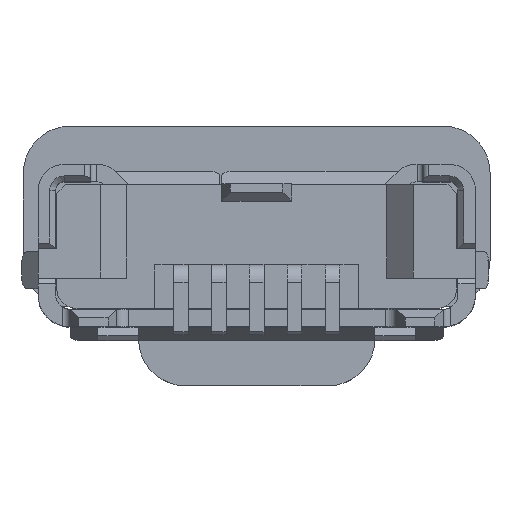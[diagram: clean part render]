
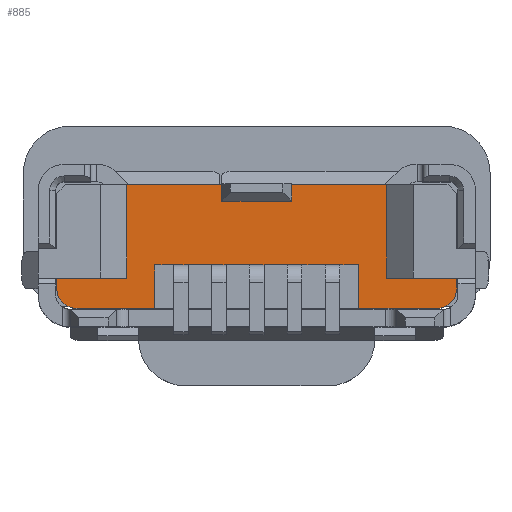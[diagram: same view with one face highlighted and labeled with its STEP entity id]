
A CAD part, top view. The second image highlights one B-rep face of the part: STEP entity #885.
In plain terms, the highlighted planar face has unit normal (0, 0, 1).
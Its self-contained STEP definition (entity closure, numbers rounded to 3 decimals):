
#400 = VERTEX_POINT('',#401);
#401 = CARTESIAN_POINT('',(0.6,2.135,2.319));
#449 = VERTEX_POINT('',#450);
#450 = CARTESIAN_POINT('',(2.23,2.135,2.319));
#456 = EDGE_CURVE('',#400,#449,#457,.T.);
#457 = LINE('',#458,#459);
#458 = CARTESIAN_POINT('',(0.6,2.135,2.319));
#459 = VECTOR('',#460,1.);
#460 = DIRECTION('',(1.,0.,0.));
#520 = EDGE_CURVE('',#400,#521,#523,.T.);
#521 = VERTEX_POINT('',#522);
#522 = CARTESIAN_POINT('',(0.6,1.85,2.319));
#523 = LINE('',#524,#525);
#524 = CARTESIAN_POINT('',(0.6,2.135,2.319));
#525 = VECTOR('',#526,1.);
#526 = DIRECTION('',(0.,-1.,0.));
#867 = EDGE_CURVE('',#868,#521,#870,.T.);
#868 = VERTEX_POINT('',#869);
#869 = CARTESIAN_POINT('',(-0.6,1.85,2.319));
#870 = LINE('',#871,#872);
#871 = CARTESIAN_POINT('',(-0.6,1.85,2.319));
#872 = VECTOR('',#873,1.);
#873 = DIRECTION('',(1.,0.,0.));
#885 = ADVANCED_FACE('',(#886),#1091,.F.);
#886 = FACE_BOUND('',#887,.F.);
#887 = EDGE_LOOP('',(#888,#898,#906,#912,#913,#914,#915,#923,#931,#939,
    #948,#956,#964,#972,#980,#988,#996,#1004,#1012,#1020,#1028,#1036,
    #1044,#1052,#1060,#1068,#1077,#1085));
#888 = ORIENTED_EDGE('',*,*,#889,.T.);
#889 = EDGE_CURVE('',#890,#892,#894,.T.);
#890 = VERTEX_POINT('',#891);
#891 = CARTESIAN_POINT('',(-2.23,0.535,2.319));
#892 = VERTEX_POINT('',#893);
#893 = CARTESIAN_POINT('',(-2.23,2.135,2.319));
#894 = LINE('',#895,#896);
#895 = CARTESIAN_POINT('',(-2.23,0.535,2.319));
#896 = VECTOR('',#897,1.);
#897 = DIRECTION('',(0.,1.,0.));
#898 = ORIENTED_EDGE('',*,*,#899,.T.);
#899 = EDGE_CURVE('',#892,#900,#902,.T.);
#900 = VERTEX_POINT('',#901);
#901 = CARTESIAN_POINT('',(-0.6,2.135,2.319));
#902 = LINE('',#903,#904);
#903 = CARTESIAN_POINT('',(-2.23,2.135,2.319));
#904 = VECTOR('',#905,1.);
#905 = DIRECTION('',(1.,0.,0.));
#906 = ORIENTED_EDGE('',*,*,#907,.T.);
#907 = EDGE_CURVE('',#900,#868,#908,.T.);
#908 = LINE('',#909,#910);
#909 = CARTESIAN_POINT('',(-0.6,2.135,2.319));
#910 = VECTOR('',#911,1.);
#911 = DIRECTION('',(0.,-1.,0.));
#912 = ORIENTED_EDGE('',*,*,#867,.T.);
#913 = ORIENTED_EDGE('',*,*,#520,.F.);
#914 = ORIENTED_EDGE('',*,*,#456,.T.);
#915 = ORIENTED_EDGE('',*,*,#916,.T.);
#916 = EDGE_CURVE('',#449,#917,#919,.T.);
#917 = VERTEX_POINT('',#918);
#918 = CARTESIAN_POINT('',(2.23,0.535,2.319));
#919 = LINE('',#920,#921);
#920 = CARTESIAN_POINT('',(2.23,2.135,2.319));
#921 = VECTOR('',#922,1.);
#922 = DIRECTION('',(0.,-1.,0.));
#923 = ORIENTED_EDGE('',*,*,#924,.T.);
#924 = EDGE_CURVE('',#917,#925,#927,.T.);
#925 = VERTEX_POINT('',#926);
#926 = CARTESIAN_POINT('',(3.43,0.535,2.319));
#927 = LINE('',#928,#929);
#928 = CARTESIAN_POINT('',(2.23,0.535,2.319));
#929 = VECTOR('',#930,1.);
#930 = DIRECTION('',(1.,0.,0.));
#931 = ORIENTED_EDGE('',*,*,#932,.F.);
#932 = EDGE_CURVE('',#933,#925,#935,.T.);
#933 = VERTEX_POINT('',#934);
#934 = CARTESIAN_POINT('',(3.43,0.365,2.319));
#935 = LINE('',#936,#937);
#936 = CARTESIAN_POINT('',(3.43,0.365,2.319));
#937 = VECTOR('',#938,1.);
#938 = DIRECTION('',(0.,1.,0.));
#939 = ORIENTED_EDGE('',*,*,#940,.F.);
#940 = EDGE_CURVE('',#941,#933,#943,.T.);
#941 = VERTEX_POINT('',#942);
#942 = CARTESIAN_POINT('',(3.08,0.015,2.319));
#943 = CIRCLE('',#944,0.35);
#944 = AXIS2_PLACEMENT_3D('',#945,#946,#947);
#945 = CARTESIAN_POINT('',(3.08,0.365,2.319));
#946 = DIRECTION('',(0.,0.,1.));
#947 = DIRECTION('',(0.,-1.,0.));
#948 = ORIENTED_EDGE('',*,*,#949,.T.);
#949 = EDGE_CURVE('',#941,#950,#952,.T.);
#950 = VERTEX_POINT('',#951);
#951 = CARTESIAN_POINT('',(1.75,0.015,2.319));
#952 = LINE('',#953,#954);
#953 = CARTESIAN_POINT('',(3.08,0.015,2.319));
#954 = VECTOR('',#955,1.);
#955 = DIRECTION('',(-1.,0.,0.));
#956 = ORIENTED_EDGE('',*,*,#957,.T.);
#957 = EDGE_CURVE('',#950,#958,#960,.T.);
#958 = VERTEX_POINT('',#959);
#959 = CARTESIAN_POINT('',(1.75,0.76,2.319));
#960 = LINE('',#961,#962);
#961 = CARTESIAN_POINT('',(1.75,0.015,2.319));
#962 = VECTOR('',#963,1.);
#963 = DIRECTION('',(0.,1.,0.));
#964 = ORIENTED_EDGE('',*,*,#965,.T.);
#965 = EDGE_CURVE('',#958,#966,#968,.T.);
#966 = VERTEX_POINT('',#967);
#967 = CARTESIAN_POINT('',(1.425,0.76,2.319));
#968 = LINE('',#969,#970);
#969 = CARTESIAN_POINT('',(1.75,0.76,2.319));
#970 = VECTOR('',#971,1.);
#971 = DIRECTION('',(-1.,0.,0.));
#972 = ORIENTED_EDGE('',*,*,#973,.T.);
#973 = EDGE_CURVE('',#966,#974,#976,.T.);
#974 = VERTEX_POINT('',#975);
#975 = CARTESIAN_POINT('',(1.175,0.76,2.319));
#976 = LINE('',#977,#978);
#977 = CARTESIAN_POINT('',(1.425,0.76,2.319));
#978 = VECTOR('',#979,1.);
#979 = DIRECTION('',(-1.,0.,0.));
#980 = ORIENTED_EDGE('',*,*,#981,.T.);
#981 = EDGE_CURVE('',#974,#982,#984,.T.);
#982 = VERTEX_POINT('',#983);
#983 = CARTESIAN_POINT('',(0.775,0.76,2.319));
#984 = LINE('',#985,#986);
#985 = CARTESIAN_POINT('',(1.175,0.76,2.319));
#986 = VECTOR('',#987,1.);
#987 = DIRECTION('',(-1.,0.,0.));
#988 = ORIENTED_EDGE('',*,*,#989,.T.);
#989 = EDGE_CURVE('',#982,#990,#992,.T.);
#990 = VERTEX_POINT('',#991);
#991 = CARTESIAN_POINT('',(0.525,0.76,2.319));
#992 = LINE('',#993,#994);
#993 = CARTESIAN_POINT('',(0.775,0.76,2.319));
#994 = VECTOR('',#995,1.);
#995 = DIRECTION('',(-1.,0.,0.));
#996 = ORIENTED_EDGE('',*,*,#997,.T.);
#997 = EDGE_CURVE('',#990,#998,#1000,.T.);
#998 = VERTEX_POINT('',#999);
#999 = CARTESIAN_POINT('',(0.125,0.76,2.319));
#1000 = LINE('',#1001,#1002);
#1001 = CARTESIAN_POINT('',(0.525,0.76,2.319));
#1002 = VECTOR('',#1003,1.);
#1003 = DIRECTION('',(-1.,0.,0.));
#1004 = ORIENTED_EDGE('',*,*,#1005,.T.);
#1005 = EDGE_CURVE('',#998,#1006,#1008,.T.);
#1006 = VERTEX_POINT('',#1007);
#1007 = CARTESIAN_POINT('',(-0.125,0.76,2.319));
#1008 = LINE('',#1009,#1010);
#1009 = CARTESIAN_POINT('',(0.125,0.76,2.319));
#1010 = VECTOR('',#1011,1.);
#1011 = DIRECTION('',(-1.,0.,0.));
#1012 = ORIENTED_EDGE('',*,*,#1013,.T.);
#1013 = EDGE_CURVE('',#1006,#1014,#1016,.T.);
#1014 = VERTEX_POINT('',#1015);
#1015 = CARTESIAN_POINT('',(-0.525,0.76,2.319));
#1016 = LINE('',#1017,#1018);
#1017 = CARTESIAN_POINT('',(-0.125,0.76,2.319));
#1018 = VECTOR('',#1019,1.);
#1019 = DIRECTION('',(-1.,0.,0.));
#1020 = ORIENTED_EDGE('',*,*,#1021,.T.);
#1021 = EDGE_CURVE('',#1014,#1022,#1024,.T.);
#1022 = VERTEX_POINT('',#1023);
#1023 = CARTESIAN_POINT('',(-0.775,0.76,2.319));
#1024 = LINE('',#1025,#1026);
#1025 = CARTESIAN_POINT('',(-0.525,0.76,2.319));
#1026 = VECTOR('',#1027,1.);
#1027 = DIRECTION('',(-1.,0.,0.));
#1028 = ORIENTED_EDGE('',*,*,#1029,.T.);
#1029 = EDGE_CURVE('',#1022,#1030,#1032,.T.);
#1030 = VERTEX_POINT('',#1031);
#1031 = CARTESIAN_POINT('',(-1.175,0.76,2.319));
#1032 = LINE('',#1033,#1034);
#1033 = CARTESIAN_POINT('',(-0.775,0.76,2.319));
#1034 = VECTOR('',#1035,1.);
#1035 = DIRECTION('',(-1.,0.,0.));
#1036 = ORIENTED_EDGE('',*,*,#1037,.T.);
#1037 = EDGE_CURVE('',#1030,#1038,#1040,.T.);
#1038 = VERTEX_POINT('',#1039);
#1039 = CARTESIAN_POINT('',(-1.425,0.76,2.319));
#1040 = LINE('',#1041,#1042);
#1041 = CARTESIAN_POINT('',(-1.175,0.76,2.319));
#1042 = VECTOR('',#1043,1.);
#1043 = DIRECTION('',(-1.,0.,0.));
#1044 = ORIENTED_EDGE('',*,*,#1045,.T.);
#1045 = EDGE_CURVE('',#1038,#1046,#1048,.T.);
#1046 = VERTEX_POINT('',#1047);
#1047 = CARTESIAN_POINT('',(-1.75,0.76,2.319));
#1048 = LINE('',#1049,#1050);
#1049 = CARTESIAN_POINT('',(-1.425,0.76,2.319));
#1050 = VECTOR('',#1051,1.);
#1051 = DIRECTION('',(-1.,0.,0.));
#1052 = ORIENTED_EDGE('',*,*,#1053,.T.);
#1053 = EDGE_CURVE('',#1046,#1054,#1056,.T.);
#1054 = VERTEX_POINT('',#1055);
#1055 = CARTESIAN_POINT('',(-1.75,0.015,2.319));
#1056 = LINE('',#1057,#1058);
#1057 = CARTESIAN_POINT('',(-1.75,0.76,2.319));
#1058 = VECTOR('',#1059,1.);
#1059 = DIRECTION('',(0.,-1.,0.));
#1060 = ORIENTED_EDGE('',*,*,#1061,.T.);
#1061 = EDGE_CURVE('',#1054,#1062,#1064,.T.);
#1062 = VERTEX_POINT('',#1063);
#1063 = CARTESIAN_POINT('',(-3.08,0.015,2.319));
#1064 = LINE('',#1065,#1066);
#1065 = CARTESIAN_POINT('',(-1.75,0.015,2.319));
#1066 = VECTOR('',#1067,1.);
#1067 = DIRECTION('',(-1.,0.,0.));
#1068 = ORIENTED_EDGE('',*,*,#1069,.F.);
#1069 = EDGE_CURVE('',#1070,#1062,#1072,.T.);
#1070 = VERTEX_POINT('',#1071);
#1071 = CARTESIAN_POINT('',(-3.43,0.365,2.319));
#1072 = CIRCLE('',#1073,0.35);
#1073 = AXIS2_PLACEMENT_3D('',#1074,#1075,#1076);
#1074 = CARTESIAN_POINT('',(-3.08,0.365,2.319));
#1075 = DIRECTION('',(0.,0.,1.));
#1076 = DIRECTION('',(-1.,0.,0.));
#1077 = ORIENTED_EDGE('',*,*,#1078,.T.);
#1078 = EDGE_CURVE('',#1070,#1079,#1081,.T.);
#1079 = VERTEX_POINT('',#1080);
#1080 = CARTESIAN_POINT('',(-3.43,0.535,2.319));
#1081 = LINE('',#1082,#1083);
#1082 = CARTESIAN_POINT('',(-3.43,0.365,2.319));
#1083 = VECTOR('',#1084,1.);
#1084 = DIRECTION('',(0.,1.,0.));
#1085 = ORIENTED_EDGE('',*,*,#1086,.T.);
#1086 = EDGE_CURVE('',#1079,#890,#1087,.T.);
#1087 = LINE('',#1088,#1089);
#1088 = CARTESIAN_POINT('',(-3.43,0.535,2.319));
#1089 = VECTOR('',#1090,1.);
#1090 = DIRECTION('',(1.,0.,0.));
#1091 = PLANE('',#1092);
#1092 = AXIS2_PLACEMENT_3D('',#1093,#1094,#1095);
#1093 = CARTESIAN_POINT('',(6.127,-0.556,2.319));
#1094 = DIRECTION('',(0.,0.,-1.));
#1095 = DIRECTION('',(0.,1.,0.));
